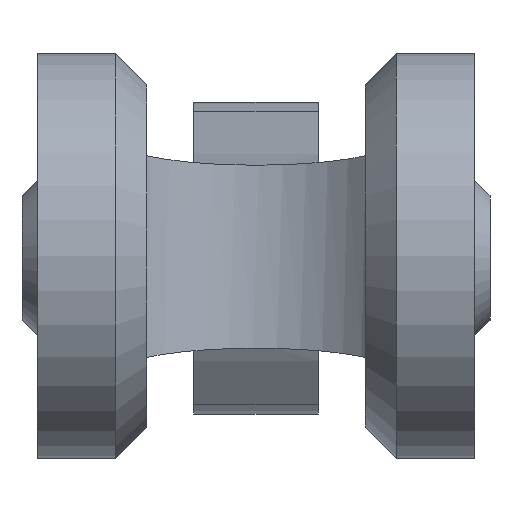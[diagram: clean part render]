
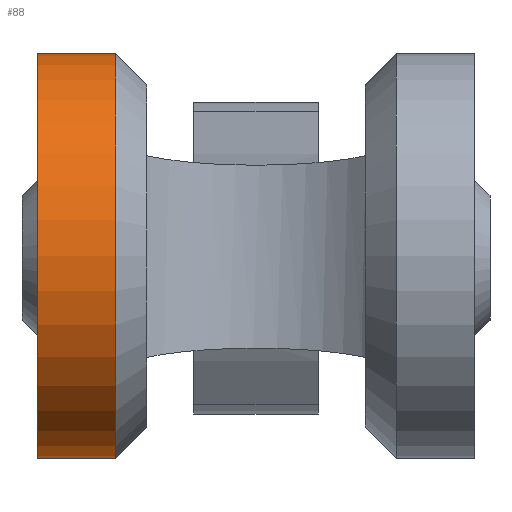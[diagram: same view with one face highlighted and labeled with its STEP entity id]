
A CAD part, top view. The second image highlights one B-rep face of the part: STEP entity #88.
In plain terms, the highlighted cylindrical face has radius 16.51 mm (diameter 33.02 mm), a full revolution.
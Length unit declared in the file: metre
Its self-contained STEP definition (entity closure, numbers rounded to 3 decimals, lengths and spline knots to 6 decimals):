
#88 = ADVANCED_FACE( '', ( #207, #208, #209 ), #210, .T. );
#207 = FACE_BOUND( '', #372, .T. );
#208 = FACE_OUTER_BOUND( '', #373, .T. );
#209 = FACE_OUTER_BOUND( '', #374, .T. );
#210 = CYLINDRICAL_SURFACE( '', #375, 0.01651 );
#372 = EDGE_LOOP( '', ( #586, #587, #588, #589 ) );
#373 = EDGE_LOOP( '', ( #590 ) );
#374 = EDGE_LOOP( '', ( #591 ) );
#375 = AXIS2_PLACEMENT_3D( '', #592, #593, #594 );
#586 = ORIENTED_EDGE( '', *, *, #840, .T. );
#587 = ORIENTED_EDGE( '', *, *, #858, .T. );
#588 = ORIENTED_EDGE( '', *, *, #865, .F. );
#589 = ORIENTED_EDGE( '', *, *, #866, .F. );
#590 = ORIENTED_EDGE( '', *, *, #867, .T. );
#591 = ORIENTED_EDGE( '', *, *, #868, .T. );
#592 = CARTESIAN_POINT( '', ( 0.01778, 0.000008, 0. ) );
#593 = DIRECTION( '', ( 1., 0., 0. ) );
#594 = DIRECTION( '', ( 0., 0., -1. ) );
#840 = EDGE_CURVE( '', #987, #985, #988, .T. );
#858 = EDGE_CURVE( '', #985, #1015, #1017, .F. );
#865 = EDGE_CURVE( '', #1026, #1015, #1027, .T. );
#866 = EDGE_CURVE( '', #987, #1026, #1028, .F. );
#867 = EDGE_CURVE( '', #1029, #1029, #1030, .T. );
#868 = EDGE_CURVE( '', #1031, #1031, #1032, .F. );
#985 = VERTEX_POINT( '', #1234 );
#987 = VERTEX_POINT( '', #1236 );
#988 = LINE( '', #1237, #1238 );
#1015 = VERTEX_POINT( '', #1330 );
#1017 = CIRCLE( '', #1332, 0.01651 );
#1026 = VERTEX_POINT( '', #1342 );
#1027 = LINE( '', #1343, #1344 );
#1028 = CIRCLE( '', #1345, 0.01651 );
#1029 = VERTEX_POINT( '', #1346 );
#1030 = CIRCLE( '', #1347, 0.01651 );
#1031 = VERTEX_POINT( '', #1348 );
#1032 = CIRCLE( '', #1349, 0.01651 );
#1234 = CARTESIAN_POINT( '', ( -0.015883, 0.015002, -0.006911 ) );
#1236 = CARTESIAN_POINT( '', ( -0.0127, 0.015002, -0.006911 ) );
#1237 = CARTESIAN_POINT( '', ( 0.0381, 0.015002, -0.006911 ) );
#1238 = VECTOR( '', #1595, 1. );
#1330 = CARTESIAN_POINT( '', ( -0.015883, -0.014987, -0.006908 ) );
#1332 = AXIS2_PLACEMENT_3D( '', #1622, #1623, #1624 );
#1342 = CARTESIAN_POINT( '', ( -0.0127, -0.014987, -0.006908 ) );
#1343 = CARTESIAN_POINT( '', ( 0.0381, -0.014987, -0.006908 ) );
#1344 = VECTOR( '', #1632, 1. );
#1345 = AXIS2_PLACEMENT_3D( '', #1633, #1634, #1635 );
#1346 = CARTESIAN_POINT( '', ( -0.01778, -0.016502, 0.000002 ) );
#1347 = AXIS2_PLACEMENT_3D( '', #1636, #1637, #1638 );
#1348 = CARTESIAN_POINT( '', ( -0.01143, 0.00001, 0.01651 ) );
#1349 = AXIS2_PLACEMENT_3D( '', #1639, #1640, #1641 );
#1595 = DIRECTION( '', ( -1., 0., 0. ) );
#1622 = CARTESIAN_POINT( '', ( -0.015883, 0.000008, 0. ) );
#1623 = DIRECTION( '', ( 1., 0., 0. ) );
#1624 = DIRECTION( '', ( 0., 0., 1. ) );
#1632 = DIRECTION( '', ( -1., 0., 0. ) );
#1633 = CARTESIAN_POINT( '', ( -0.0127, 0.000008, 0. ) );
#1634 = DIRECTION( '', ( 1., 0., 0. ) );
#1635 = DIRECTION( '', ( 0., 0., 1. ) );
#1636 = CARTESIAN_POINT( '', ( -0.01778, 0.000008, 0. ) );
#1637 = DIRECTION( '', ( 1., 0., 0. ) );
#1638 = DIRECTION( '', ( 0., -1., 0. ) );
#1639 = CARTESIAN_POINT( '', ( -0.01143, 0.000008, 0. ) );
#1640 = DIRECTION( '', ( 1., 0., 0. ) );
#1641 = DIRECTION( '', ( 0., 0., 1. ) );
